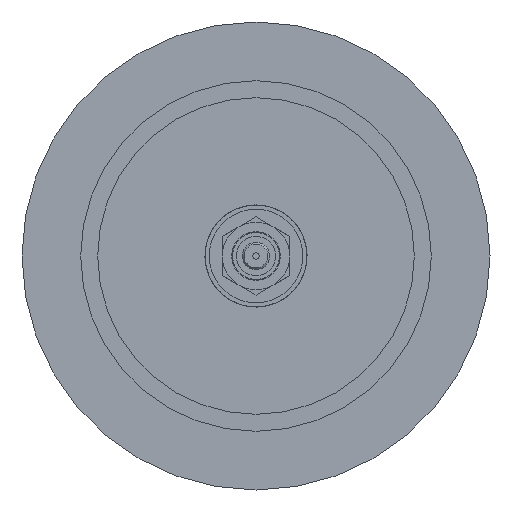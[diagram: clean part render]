
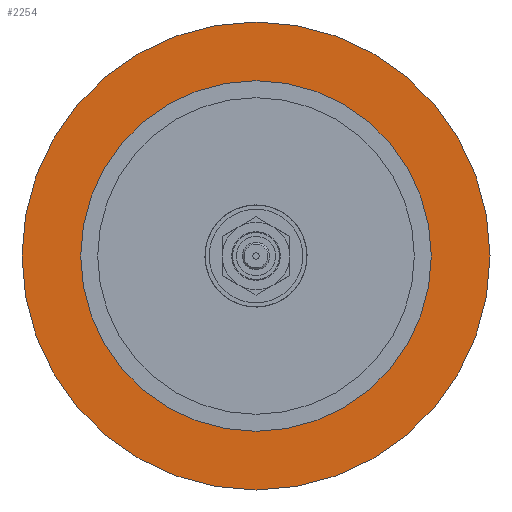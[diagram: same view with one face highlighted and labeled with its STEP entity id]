
A CAD part, left-side view. The second image highlights one B-rep face of the part: STEP entity #2254.
In plain terms, the highlighted planar face has unit normal (-1, 0, 0).
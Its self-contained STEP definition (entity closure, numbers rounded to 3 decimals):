
#175 = EDGE_CURVE ( 'NONE', #3678, #2930, #2919, .T. ) ;
#176 = CARTESIAN_POINT ( 'NONE',  ( 0., 0., 0. ) ) ;
#185 = AXIS2_PLACEMENT_3D ( 'NONE', #727, #3003, #1052 ) ;
#299 = DIRECTION ( 'NONE',  ( 0., 0., 1. ) ) ;
#409 = FACE_OUTER_BOUND ( 'NONE', #1068, .T. ) ;
#421 = VERTEX_POINT ( 'NONE', #1784 ) ;
#516 = AXIS2_PLACEMENT_3D ( 'NONE', #1281, #2251, #299 ) ;
#578 = DIRECTION ( 'NONE',  ( 1., 0., 0. ) ) ;
#585 = ORIENTED_EDGE ( 'NONE', *, *, #1260, .F. ) ;
#727 = CARTESIAN_POINT ( 'NONE',  ( 0., 0., 0. ) ) ;
#806 = VERTEX_POINT ( 'NONE', #1213 ) ;
#951 = EDGE_LOOP ( 'NONE', ( #3729, #2736 ) ) ;
#961 = PLANE ( 'NONE',  #516 ) ;
#1052 = DIRECTION ( 'NONE',  ( 0., 0., -1. ) ) ;
#1068 = EDGE_LOOP ( 'NONE', ( #3308, #585 ) ) ;
#1213 = CARTESIAN_POINT ( 'NONE',  ( 0., 0., 27.5 ) ) ;
#1260 = EDGE_CURVE ( 'NONE', #806, #421, #2907, .T. ) ;
#1281 = CARTESIAN_POINT ( 'NONE',  ( 0., 0., -20.6 ) ) ;
#1311 = AXIS2_PLACEMENT_3D ( 'NONE', #2143, #4127, #1827 ) ;
#1399 = CARTESIAN_POINT ( 'NONE',  ( 0., 0., 20.6 ) ) ;
#1466 = DIRECTION ( 'NONE',  ( 0., 0., -1. ) ) ;
#1784 = CARTESIAN_POINT ( 'NONE',  ( 0., 0., -27.5 ) ) ;
#1827 = DIRECTION ( 'NONE',  ( 0., 0., -1. ) ) ;
#1980 = CARTESIAN_POINT ( 'NONE',  ( 0., 0., -20.6 ) ) ;
#2077 = FACE_BOUND ( 'NONE', #951, .T. ) ;
#2127 = CIRCLE ( 'NONE', #2166, 27.5 ) ;
#2143 = CARTESIAN_POINT ( 'NONE',  ( 0., 0., 0. ) ) ;
#2166 = AXIS2_PLACEMENT_3D ( 'NONE', #2855, #578, #2524 ) ;
#2251 = DIRECTION ( 'NONE',  ( -1., 0., 0. ) ) ;
#2254 = ADVANCED_FACE ( 'NONE', ( #2077, #409 ), #961, .T. ) ;
#2286 = DIRECTION ( 'NONE',  ( 1., 0., 0. ) ) ;
#2343 = CIRCLE ( 'NONE', #1311, 20.6 ) ;
#2524 = DIRECTION ( 'NONE',  ( 0., 0., -1. ) ) ;
#2736 = ORIENTED_EDGE ( 'NONE', *, *, #3356, .T. ) ;
#2855 = CARTESIAN_POINT ( 'NONE',  ( 0., 0., 0. ) ) ;
#2907 = CIRCLE ( 'NONE', #185, 27.5 ) ;
#2919 = CIRCLE ( 'NONE', #3753, 20.6 ) ;
#2930 = VERTEX_POINT ( 'NONE', #1399 ) ;
#3003 = DIRECTION ( 'NONE',  ( 1., 0., 0. ) ) ;
#3308 = ORIENTED_EDGE ( 'NONE', *, *, #3405, .F. ) ;
#3356 = EDGE_CURVE ( 'NONE', #2930, #3678, #2343, .T. ) ;
#3405 = EDGE_CURVE ( 'NONE', #421, #806, #2127, .T. ) ;
#3678 = VERTEX_POINT ( 'NONE', #1980 ) ;
#3729 = ORIENTED_EDGE ( 'NONE', *, *, #175, .T. ) ;
#3753 = AXIS2_PLACEMENT_3D ( 'NONE', #176, #2286, #1466 ) ;
#4127 = DIRECTION ( 'NONE',  ( 1., 0., 0. ) ) ;
